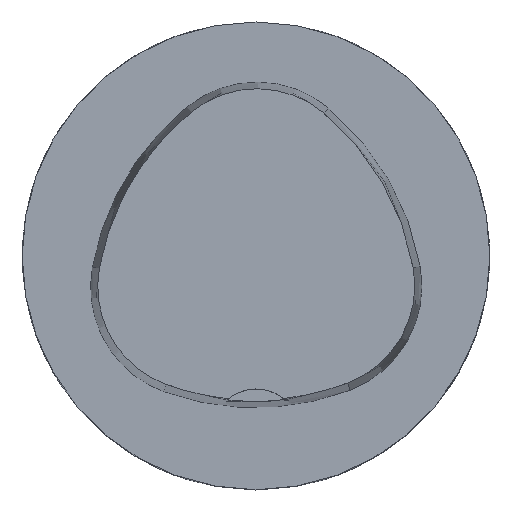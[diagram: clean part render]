
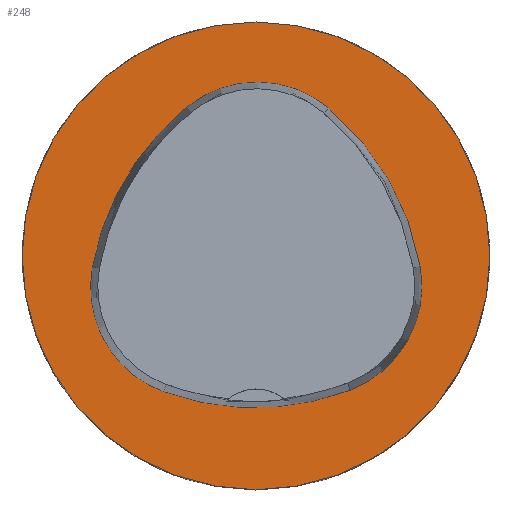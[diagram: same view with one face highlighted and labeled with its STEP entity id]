
A CAD part, top view. The second image highlights one B-rep face of the part: STEP entity #248.
In plain terms, the highlighted planar face has unit normal (0, 0, 1).
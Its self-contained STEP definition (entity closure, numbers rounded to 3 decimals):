
#108=FACE_BOUND('',#408,.T.);
#109=FACE_BOUND('',#409,.T.);
#180=CIRCLE('',#1236,31.5);
#186=CIRCLE('',#1262,36.);
#188=CIRCLE('',#1265,15.);
#190=CIRCLE('',#1268,36.);
#192=CIRCLE('',#1271,15.);
#196=CIRCLE('',#1276,36.);
#198=CIRCLE('',#1279,15.);
#248=ADVANCED_FACE('',(#108,#109),#290,.T.);
#290=PLANE('',#1284);
#408=EDGE_LOOP('',(#635,#636,#637,#638,#639,#640));
#409=EDGE_LOOP('',(#641));
#635=ORIENTED_EDGE('',*,*,#939,.T.);
#636=ORIENTED_EDGE('',*,*,#919,.T.);
#637=ORIENTED_EDGE('',*,*,#923,.T.);
#638=ORIENTED_EDGE('',*,*,#926,.T.);
#639=ORIENTED_EDGE('',*,*,#929,.T.);
#640=ORIENTED_EDGE('',*,*,#937,.T.);
#641=ORIENTED_EDGE('',*,*,#899,.F.);
#783=VERTEX_POINT('',#1897);
#796=VERTEX_POINT('',#1946);
#797=VERTEX_POINT('',#1947);
#800=VERTEX_POINT('',#1955);
#802=VERTEX_POINT('',#1961);
#804=VERTEX_POINT('',#1967);
#811=VERTEX_POINT('',#1988);
#899=EDGE_CURVE('',#783,#783,#180,.T.);
#919=EDGE_CURVE('',#796,#797,#186,.T.);
#923=EDGE_CURVE('',#797,#800,#188,.T.);
#926=EDGE_CURVE('',#800,#802,#190,.T.);
#929=EDGE_CURVE('',#802,#804,#192,.T.);
#937=EDGE_CURVE('',#804,#811,#196,.T.);
#939=EDGE_CURVE('',#811,#796,#198,.T.);
#1236=AXIS2_PLACEMENT_3D('',#1896,#1446,#1447);
#1262=AXIS2_PLACEMENT_3D('',#1945,#1508,#1509);
#1265=AXIS2_PLACEMENT_3D('',#1954,#1516,#1517);
#1268=AXIS2_PLACEMENT_3D('',#1960,#1523,#1524);
#1271=AXIS2_PLACEMENT_3D('',#1966,#1530,#1531);
#1276=AXIS2_PLACEMENT_3D('',#1989,#1542,#1543);
#1279=AXIS2_PLACEMENT_3D('',#1992,#1548,#1549);
#1284=AXIS2_PLACEMENT_3D('',#1997,#1558,#1559);
#1446=DIRECTION('',(0.,0.,-1.));
#1447=DIRECTION('',(-1.,0.,0.));
#1508=DIRECTION('',(0.,0.,-1.));
#1509=DIRECTION('',(-1.,0.,0.));
#1516=DIRECTION('',(0.,0.,-1.));
#1517=DIRECTION('',(-1.,0.,0.));
#1523=DIRECTION('',(0.,0.,-1.));
#1524=DIRECTION('',(-1.,0.,0.));
#1530=DIRECTION('',(0.,0.,-1.));
#1531=DIRECTION('',(-1.,0.,0.));
#1542=DIRECTION('',(0.,0.,-1.));
#1543=DIRECTION('',(-1.,0.,0.));
#1548=DIRECTION('',(0.,0.,-1.));
#1549=DIRECTION('',(-1.,0.,0.));
#1558=DIRECTION('',(0.,0.,1.));
#1559=DIRECTION('',(1.,0.,0.));
#1896=CARTESIAN_POINT('',(0.,0.,0.));
#1897=CARTESIAN_POINT('',(-31.5,0.,0.));
#1945=CARTESIAN_POINT('',(13.398,-7.893,0.));
#1946=CARTESIAN_POINT('',(-22.041,-1.562,0.));
#1947=CARTESIAN_POINT('',(-9.317,20.036,0.));
#1954=CARTESIAN_POINT('',(0.148,8.399,0.));
#1955=CARTESIAN_POINT('',(9.779,19.898,0.));
#1960=CARTESIAN_POINT('',(-13.337,-7.7,0.));
#1961=CARTESIAN_POINT('',(22.122,-1.48,0.));
#1966=CARTESIAN_POINT('',(7.347,-4.071,0.));
#1967=CARTESIAN_POINT('',(12.693,-18.087,0.));
#1988=CARTESIAN_POINT('',(-12.373,-18.307,0.));
#1989=CARTESIAN_POINT('',(-0.137,15.55,0.));
#1992=CARTESIAN_POINT('',(-7.275,-4.2,0.));
#1997=CARTESIAN_POINT('',(0.,0.,0.));
